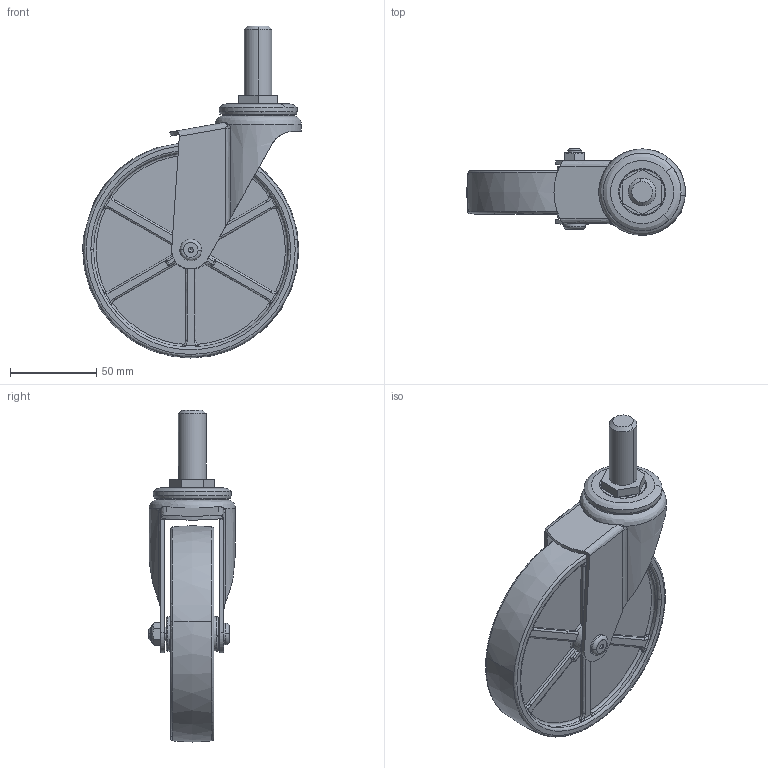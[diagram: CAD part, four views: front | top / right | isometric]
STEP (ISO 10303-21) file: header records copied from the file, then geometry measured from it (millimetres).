
FILE_DESCRIPTION((''),'2;1');
FILE_NAME('','2005-12-15T17:01:36',(''),(''),'','CADfix','');
FILE_SCHEMA(('AUTOMOTIVE_DESIGN'));
Length unit declared in the file: millimetre
Products named in the file (6): wheel; mounting plate; main shaft; body; axle; No_420_EA_N125_5_27296_36
Assembly tree (5 placements, depth 2):
  No_420_EA_N125_5_27296_36
    wheel
    mounting plate
    main shaft
    body
    axle
Bounding box: 126.49 x 50.3 x 192 mm (x, y, z)
Volume: 265396.1 mm3; surface area: 71817.3 mm2
Topology: 5 solids, 5 shells, 500 faces, 1414 edges, 953 vertices
Faces by surface type: bspline 500
Entity records: 29622 total; most frequent: CARTESIAN_POINT 21707, ORIENTED_EDGE 2824, EDGE_CURVE 1412, VERTEX_POINT 953, EDGE_LOOP 613, FACE_OUTER_BOUND 500, ADVANCED_FACE 500, B_SPLINE_CURVE_WITH_KNOTS 403
